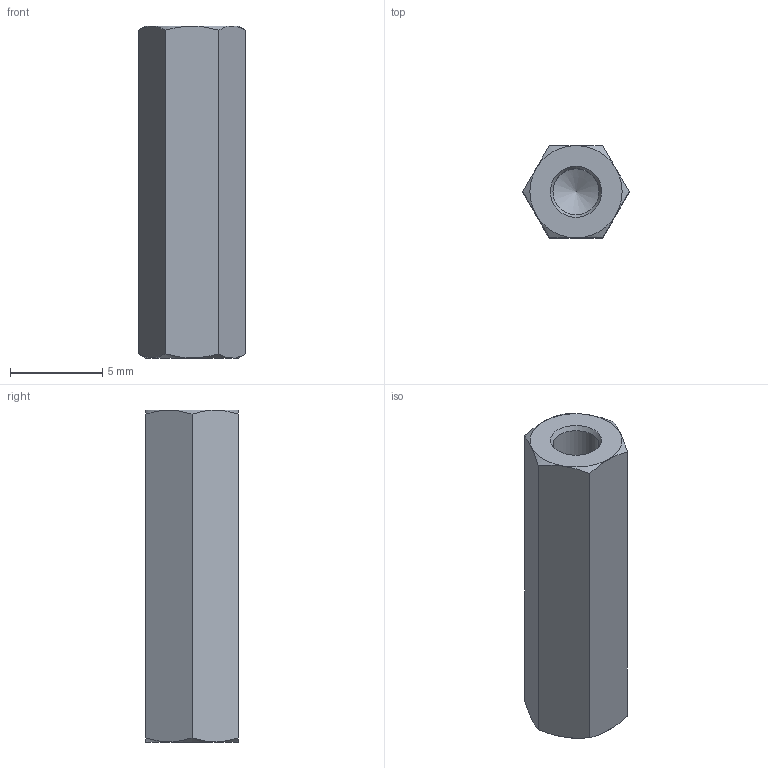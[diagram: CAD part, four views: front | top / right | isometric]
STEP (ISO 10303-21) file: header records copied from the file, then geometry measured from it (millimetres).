
FILE_DESCRIPTION(('FreeCAD Model'),'2;1');
FILE_NAME( 'HEX_SPACER_FF_M2.5_H18_FTD8.step', '2020-03-02T20:05:20',('Author'),(''), 'Open CASCADE STEP processor 7.3','FreeCAD','Unknown');
FILE_SCHEMA(('AUTOMOTIVE_DESIGN { 1 0 10303 214 1 1 1 1 }'));
Length unit declared in the file: millimetre
Products named in the file (1): M2.5_FF_TORRETTA_NON_PASSANTE
Bounding box: 5.78 x 5.01 x 18 mm (x, y, z)
Volume: 309.1 mm3; surface area: 479.1 mm2
Topology: 1 solids, 1 shells, 16 faces, 36 edges, 22 vertices
Faces by surface type: plane 8, cone 6, cylinder 2
Full cylindrical faces by diameter (mm): 2.5 x2
Entity records: 1080 total; most frequent: CARTESIAN_POINT 273, DIRECTION 132, ORIENTED_EDGE 68, PCURVE 68, DEFINITIONAL_REPRESENTATION 68, LINE 54, VECTOR 54, AXIS2_PLACEMENT_3D 37
